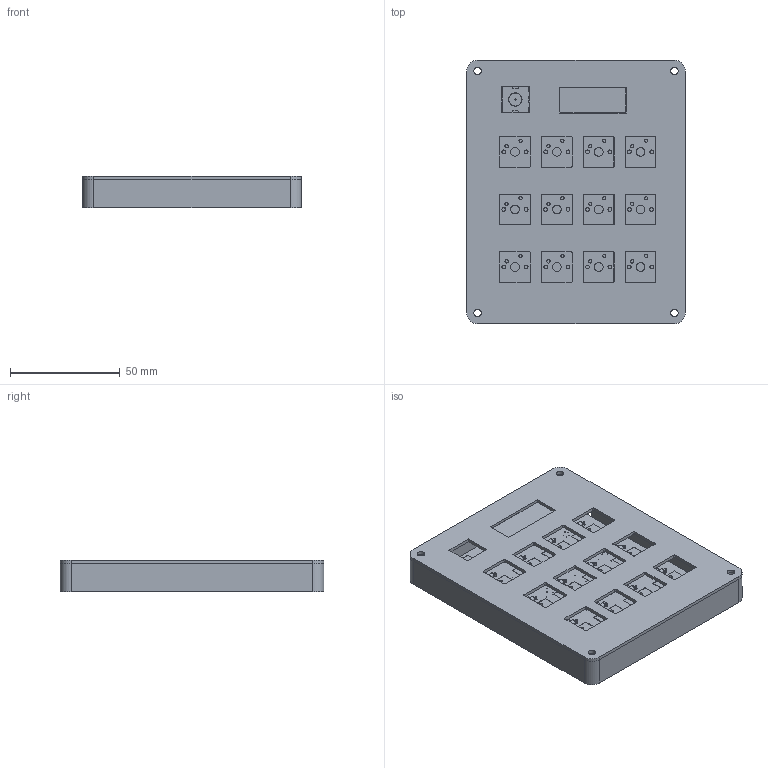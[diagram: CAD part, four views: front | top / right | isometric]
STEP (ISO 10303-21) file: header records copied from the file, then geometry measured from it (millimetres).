
FILE_DESCRIPTION(/* description */ (''),/* implementation_level */ '2;1');
FILE_NAME(/* name */ '4a450326-11ad-4e50-9b35-6f4a798f5f91.stp',/* time_stamp */ '2026-01-28T05:18:11Z',/* author */ (''),/* organization */ (''),/* preprocessor_version */ 'ST-DEVELOPER v20.1',/* originating_system */ 'Autodesk Translation Framework v14.24.0.0',/* authorisation */ '');
FILE_SCHEMA (('AUTOMOTIVE_DESIGN { 1 0 10303 214 3 1 1 }'));
Length unit declared in the file: millimetre
Products named in the file (1): 2025-12-22-14-57-18-793
Bounding box: 99.55 x 120 x 14.5 mm (x, y, z)
Volume: 96871.4 mm3; surface area: 79644.1 mm2
Topology: 16 solids, 146 shells, 937 faces, 5717 edges, 5018 vertices
Faces by surface type: plane 538, cylinder 347, torus 48, sphere 4
Full cylindrical faces by diameter (mm): 0.3 x79, 0.5 x48, 0.8 x24, 0.9 x4, 1 x9, 1.5 x24, 1.7 x24, 2 x24, 2.02 x12, 3.4 x8, 4 x12, 6 x4
Entity records: 57613 total; most frequent: CARTESIAN_POINT 11673, DIRECTION 9355, ORIENTED_EDGE 7744, EDGE_CURVE 5717, VERTEX_POINT 5018, LINE 3955, VECTOR 3955, AXIS2_PLACEMENT_3D 2700
